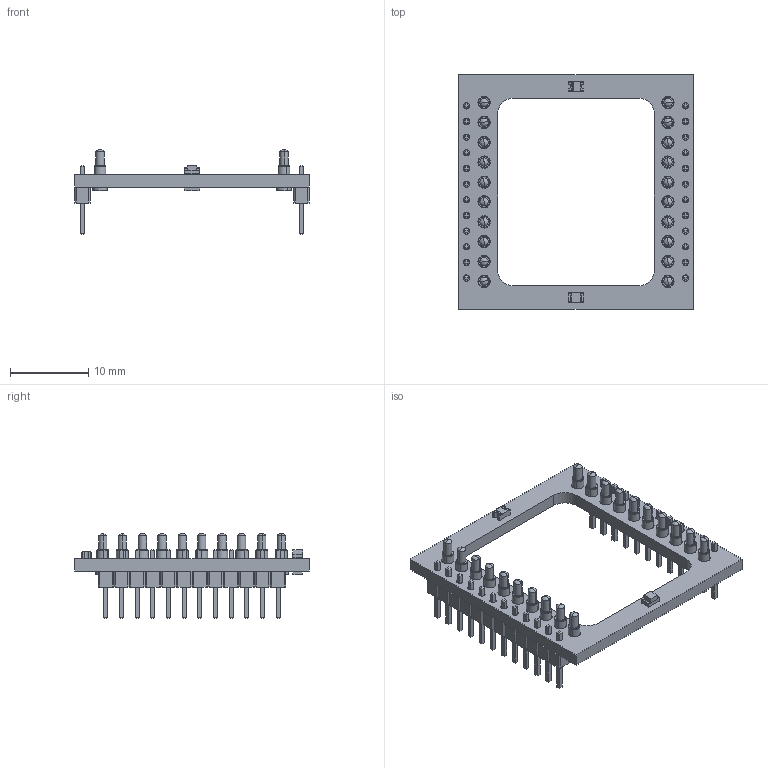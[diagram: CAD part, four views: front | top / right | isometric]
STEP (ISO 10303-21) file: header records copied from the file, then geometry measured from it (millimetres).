
FILE_DESCRIPTION(('KiCad electronic assembly'),'2;1');
FILE_NAME('ox_30_by_30.step','2020-01-16T16:30:13',('An Author'),( 'A Company'),'Open CASCADE STEP processor 7.4', 'KiCad to STEP converter','Unknown');
FILE_SCHEMA(('AUTOMOTIVE_DESIGN { 1 0 10303 214 1 1 1 1 }'));
Length unit declared in the file: millimetre
Products named in the file (12): Open CASCADE STEP translator 7.4 1; mill-max-0964-0-15-20-85-14-11-0; SOLID; PinHeader_1x12_P2.00mm_Vertical; D_0805_2012Metric; LED_0805_2012Metric; R_0805_2012Metric; COMPOUND
Assembly tree (31 placements, depth 3):
  Open CASCADE STEP translator 7.4 1
    mill-max-0964-0-15-20-85-14-11-0  x20
      SOLID
    PinHeader_1x12_P2.00mm_Vertical  x2
      SOLID
    D_0805_2012Metric
      SOLID
    LED_0805_2012Metric
      SOLID
    R_0805_2012Metric
      SOLID
    COMPOUND
Bounding box: 30 x 30 x 10.83 mm (x, y, z)
Volume: 986.2 mm3; surface area: 2622.6 mm2
Topology: 26 solids, 26 shells, 1137 faces, 2641 edges, 1646 vertices
Faces by surface type: plane 779, cylinder 238, cone 80, revolution 40
Full cylindrical faces by diameter (mm): 0.8 x24, 1.56 x20
Entity records: 33994 total; most frequent: CARTESIAN_POINT 5674, DIRECTION 4787, LINE 3279, VECTOR 3279, ORIENTED_EDGE 2430, PCURVE 2430, DEFINITIONAL_REPRESENTATION 2430, EDGE_CURVE 1215
